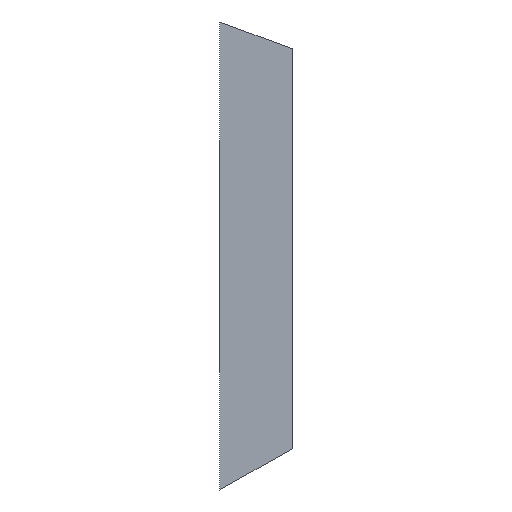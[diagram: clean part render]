
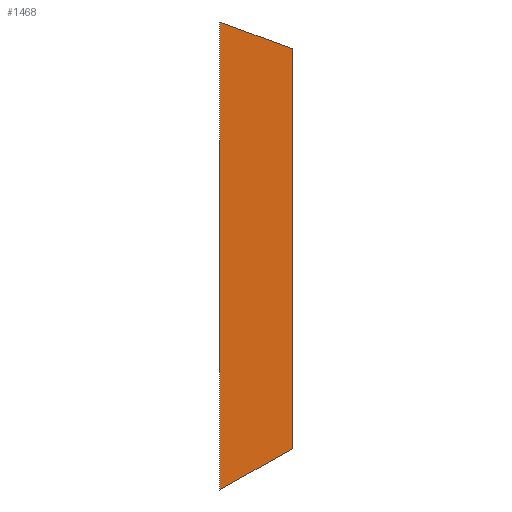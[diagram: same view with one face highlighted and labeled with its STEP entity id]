
A CAD part, front view. The second image highlights one B-rep face of the part: STEP entity #1468.
In plain terms, the highlighted planar face has unit normal (0, -1, 0).
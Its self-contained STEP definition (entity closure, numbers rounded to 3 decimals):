
#166=VERTEX_POINT('',#2235);
#167=VERTEX_POINT('',#2236);
#170=VERTEX_POINT('',#2244);
#172=VERTEX_POINT('',#2249);
#372=VECTOR('',#1816,1.);
#376=VECTOR('',#1821,1.);
#379=VECTOR('',#1824,1.);
#382=VECTOR('',#1828,1.);
#582=LINE('',#2234,#372);
#586=LINE('',#2243,#376);
#589=LINE('',#2248,#379);
#592=LINE('',#2254,#382);
#792=EDGE_CURVE('',#166,#167,#582,.T.);
#796=EDGE_CURVE('',#167,#170,#586,.T.);
#799=EDGE_CURVE('',#170,#172,#589,.T.);
#802=EDGE_CURVE('',#172,#166,#592,.T.);
#1216=ORIENTED_EDGE('',*,*,#792,.F.);
#1217=ORIENTED_EDGE('',*,*,#802,.F.);
#1218=ORIENTED_EDGE('',*,*,#799,.F.);
#1219=ORIENTED_EDGE('',*,*,#796,.F.);
#1306=EDGE_LOOP('',(#1216,#1217,#1218,#1219));
#1390=FACE_BOUND('',#1306,.T.);
#1468=ADVANCED_FACE('',(#1390),#2332,.F.);
#1544=AXIS2_PLACEMENT_3D('',#2256,#1830,$);
#1816=DIRECTION('',(0.,0.,-1.));
#1821=DIRECTION('',(-0.868,0.,-0.497));
#1824=DIRECTION('',(0.,0.,1.));
#1828=DIRECTION('',(0.937,0.,-0.348));
#1830=DIRECTION('',(0.,1.,0.));
#2234=CARTESIAN_POINT('',(8.,-34.,70.819));
#2235=CARTESIAN_POINT('',(8.,-34.,70.819));
#2236=CARTESIAN_POINT('',(8.,-34.,59.719));
#2243=CARTESIAN_POINT('',(8.,-34.,59.719));
#2244=CARTESIAN_POINT('',(6.,-34.,58.575));
#2248=CARTESIAN_POINT('',(6.,-34.,58.575));
#2249=CARTESIAN_POINT('',(6.,-34.,71.562));
#2254=CARTESIAN_POINT('',(6.,-34.,71.562));
#2256=CARTESIAN_POINT('',(6.934,-34.,65.126));
#2332=PLANE('',#1544);
